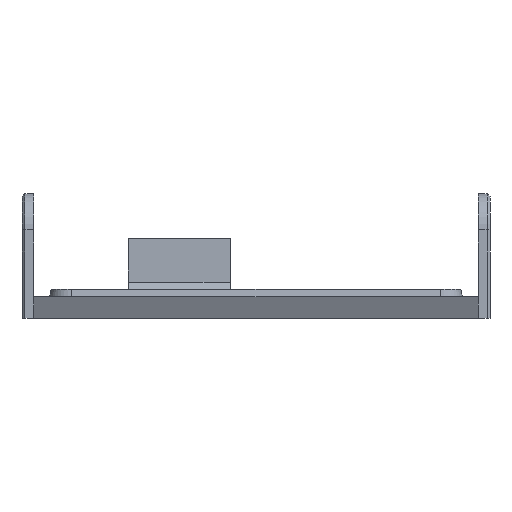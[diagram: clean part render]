
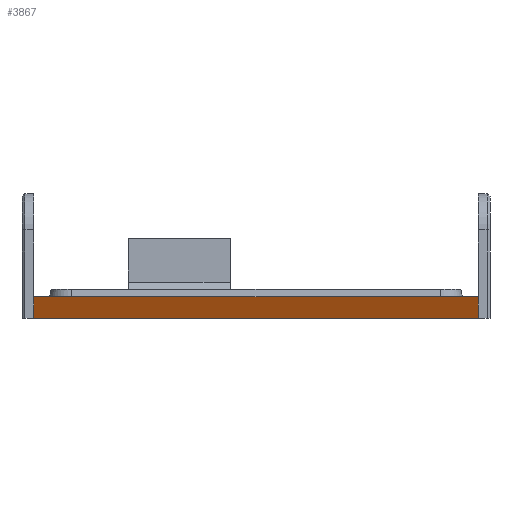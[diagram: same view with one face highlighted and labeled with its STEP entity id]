
A CAD part, front view. The second image highlights one B-rep face of the part: STEP entity #3867.
In plain terms, the highlighted planar face has unit normal (0, -0.891, -0.454).
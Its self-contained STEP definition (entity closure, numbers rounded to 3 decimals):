
#1780 = PLANE('',#1781);
#1781 = AXIS2_PLACEMENT_3D('',#1782,#1783,#1784);
#1782 = CARTESIAN_POINT('',(0.,-1.69,
    0.));
#1783 = DIRECTION('',(-0.,-0.,-1.));
#1784 = DIRECTION('',(-1.,0.,0.));
#2306 = VERTEX_POINT('',#2307);
#2307 = CARTESIAN_POINT('',(30.6,-32.071,0.));
#2321 = PLANE('',#2322);
#2322 = AXIS2_PLACEMENT_3D('',#2323,#2324,#2325);
#2323 = CARTESIAN_POINT('',(30.6,28.6,0.));
#2324 = DIRECTION('',(1.,0.,0.));
#2325 = DIRECTION('',(0.,-1.,0.));
#2333 = EDGE_CURVE('',#2306,#2334,#2336,.T.);
#2334 = VERTEX_POINT('',#2335);
#2335 = CARTESIAN_POINT('',(-30.6,-32.071,0.));
#2336 = SURFACE_CURVE('',#2337,(#2341,#2348),.PCURVE_S1.);
#2337 = LINE('',#2338,#2339);
#2338 = CARTESIAN_POINT('',(15.3,-32.071,0.));
#2339 = VECTOR('',#2340,1.);
#2340 = DIRECTION('',(-1.,0.,0.));
#2341 = PCURVE('',#1780,#2342);
#2342 = DEFINITIONAL_REPRESENTATION('',(#2343),#2347);
#2343 = LINE('',#2344,#2345);
#2344 = CARTESIAN_POINT('',(-15.3,-30.382));
#2345 = VECTOR('',#2346,1.);
#2346 = DIRECTION('',(1.,0.));
#2347 = ( GEOMETRIC_REPRESENTATION_CONTEXT(2) 
PARAMETRIC_REPRESENTATION_CONTEXT() REPRESENTATION_CONTEXT('2D SPACE',''
  ) );
#2348 = PCURVE('',#2349,#2354);
#2349 = PLANE('',#2350);
#2350 = AXIS2_PLACEMENT_3D('',#2351,#2352,#2353);
#2351 = CARTESIAN_POINT('',(30.6,-32.238,0.327));
#2352 = DIRECTION('',(0.,-0.891,-0.454));
#2353 = DIRECTION('',(-1.,0.,0.));
#2354 = DEFINITIONAL_REPRESENTATION('',(#2355),#2359);
#2355 = LINE('',#2356,#2357);
#2356 = CARTESIAN_POINT('',(15.3,0.367));
#2357 = VECTOR('',#2358,1.);
#2358 = DIRECTION('',(1.,0.));
#2359 = ( GEOMETRIC_REPRESENTATION_CONTEXT(2) 
PARAMETRIC_REPRESENTATION_CONTEXT() REPRESENTATION_CONTEXT('2D SPACE',''
  ) );
#2377 = PLANE('',#2378);
#2378 = AXIS2_PLACEMENT_3D('',#2379,#2380,#2381);
#2379 = CARTESIAN_POINT('',(-30.6,-33.6,0.));
#2380 = DIRECTION('',(-1.,0.,0.));
#2381 = DIRECTION('',(0.,1.,0.));
#2701 = PLANE('',#2702);
#2702 = AXIS2_PLACEMENT_3D('',#2703,#2704,#2705);
#2703 = CARTESIAN_POINT('',(0.,-2.477,3.));
#2704 = DIRECTION('',(0.,0.,1.));
#2705 = DIRECTION('',(1.,0.,0.));
#3776 = VERTEX_POINT('',#3777);
#3777 = CARTESIAN_POINT('',(30.6,-33.6,3.));
#3798 = EDGE_CURVE('',#2306,#3776,#3799,.T.);
#3799 = SURFACE_CURVE('',#3800,(#3804,#3811),.PCURVE_S1.);
#3800 = LINE('',#3801,#3802);
#3801 = CARTESIAN_POINT('',(30.6,-25.902,-12.108));
#3802 = VECTOR('',#3803,1.);
#3803 = DIRECTION('',(0.,-0.454,0.891));
#3804 = PCURVE('',#2321,#3805);
#3805 = DEFINITIONAL_REPRESENTATION('',(#3806),#3810);
#3806 = LINE('',#3807,#3808);
#3807 = CARTESIAN_POINT('',(54.502,12.108));
#3808 = VECTOR('',#3809,1.);
#3809 = DIRECTION('',(0.454,-0.891));
#3810 = ( GEOMETRIC_REPRESENTATION_CONTEXT(2) 
PARAMETRIC_REPRESENTATION_CONTEXT() REPRESENTATION_CONTEXT('2D SPACE',''
  ) );
#3811 = PCURVE('',#2349,#3812);
#3812 = DEFINITIONAL_REPRESENTATION('',(#3813),#3817);
#3813 = LINE('',#3814,#3815);
#3814 = CARTESIAN_POINT('',(0.,13.956));
#3815 = VECTOR('',#3816,1.);
#3816 = DIRECTION('',(0.,-1.));
#3817 = ( GEOMETRIC_REPRESENTATION_CONTEXT(2) 
PARAMETRIC_REPRESENTATION_CONTEXT() REPRESENTATION_CONTEXT('2D SPACE',''
  ) );
#3867 = ADVANCED_FACE('',(#3868),#2349,.T.);
#3868 = FACE_BOUND('',#3869,.T.);
#3869 = EDGE_LOOP('',(#3870,#3871,#3894,#3915));
#3870 = ORIENTED_EDGE('',*,*,#3798,.T.);
#3871 = ORIENTED_EDGE('',*,*,#3872,.T.);
#3872 = EDGE_CURVE('',#3776,#3873,#3875,.T.);
#3873 = VERTEX_POINT('',#3874);
#3874 = CARTESIAN_POINT('',(-30.6,-33.6,3.));
#3875 = SURFACE_CURVE('',#3876,(#3880,#3887),.PCURVE_S1.);
#3876 = LINE('',#3877,#3878);
#3877 = CARTESIAN_POINT('',(15.3,-33.6,3.));
#3878 = VECTOR('',#3879,1.);
#3879 = DIRECTION('',(-1.,0.,0.));
#3880 = PCURVE('',#2349,#3881);
#3881 = DEFINITIONAL_REPRESENTATION('',(#3882),#3886);
#3882 = LINE('',#3883,#3884);
#3883 = CARTESIAN_POINT('',(15.3,-3.));
#3884 = VECTOR('',#3885,1.);
#3885 = DIRECTION('',(1.,0.));
#3886 = ( GEOMETRIC_REPRESENTATION_CONTEXT(2) 
PARAMETRIC_REPRESENTATION_CONTEXT() REPRESENTATION_CONTEXT('2D SPACE',''
  ) );
#3887 = PCURVE('',#2701,#3888);
#3888 = DEFINITIONAL_REPRESENTATION('',(#3889),#3893);
#3889 = LINE('',#3890,#3891);
#3890 = CARTESIAN_POINT('',(15.3,-31.123));
#3891 = VECTOR('',#3892,1.);
#3892 = DIRECTION('',(-1.,0.));
#3893 = ( GEOMETRIC_REPRESENTATION_CONTEXT(2) 
PARAMETRIC_REPRESENTATION_CONTEXT() REPRESENTATION_CONTEXT('2D SPACE',''
  ) );
#3894 = ORIENTED_EDGE('',*,*,#3895,.F.);
#3895 = EDGE_CURVE('',#2334,#3873,#3896,.T.);
#3896 = SURFACE_CURVE('',#3897,(#3901,#3908),.PCURVE_S1.);
#3897 = LINE('',#3898,#3899);
#3898 = CARTESIAN_POINT('',(-30.6,-32.312,0.473));
#3899 = VECTOR('',#3900,1.);
#3900 = DIRECTION('',(0.,-0.454,0.891));
#3901 = PCURVE('',#2349,#3902);
#3902 = DEFINITIONAL_REPRESENTATION('',(#3903),#3907);
#3903 = LINE('',#3904,#3905);
#3904 = CARTESIAN_POINT('',(61.2,-0.163));
#3905 = VECTOR('',#3906,1.);
#3906 = DIRECTION('',(0.,-1.));
#3907 = ( GEOMETRIC_REPRESENTATION_CONTEXT(2) 
PARAMETRIC_REPRESENTATION_CONTEXT() REPRESENTATION_CONTEXT('2D SPACE',''
  ) );
#3908 = PCURVE('',#2377,#3909);
#3909 = DEFINITIONAL_REPRESENTATION('',(#3910),#3914);
#3910 = LINE('',#3911,#3912);
#3911 = CARTESIAN_POINT('',(1.288,-0.473));
#3912 = VECTOR('',#3913,1.);
#3913 = DIRECTION('',(-0.454,-0.891));
#3914 = ( GEOMETRIC_REPRESENTATION_CONTEXT(2) 
PARAMETRIC_REPRESENTATION_CONTEXT() REPRESENTATION_CONTEXT('2D SPACE',''
  ) );
#3915 = ORIENTED_EDGE('',*,*,#2333,.F.);
